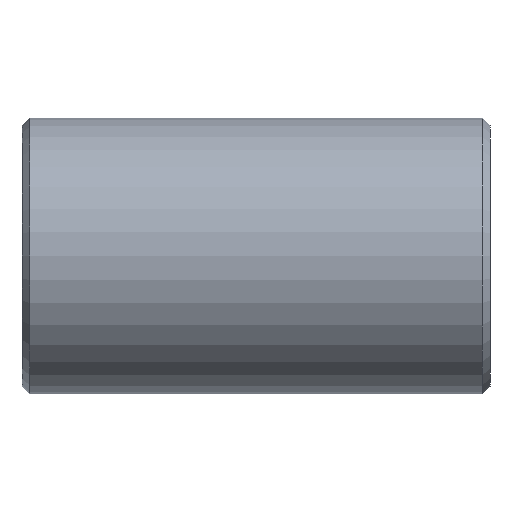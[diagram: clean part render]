
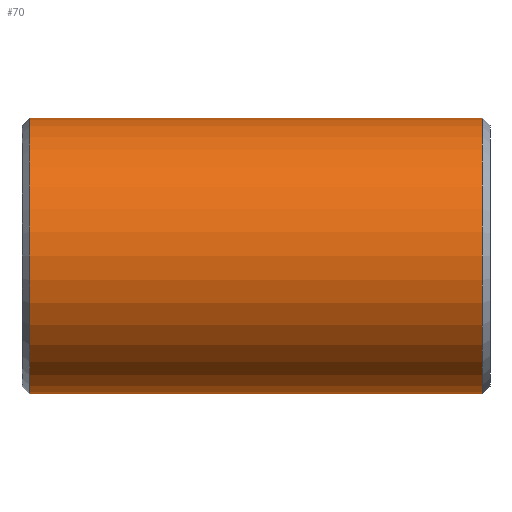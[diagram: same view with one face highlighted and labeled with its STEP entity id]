
A CAD part, front view. The second image highlights one B-rep face of the part: STEP entity #70.
In plain terms, the highlighted cylindrical face has radius 84.138 mm (diameter 168.275 mm), a partial arc.
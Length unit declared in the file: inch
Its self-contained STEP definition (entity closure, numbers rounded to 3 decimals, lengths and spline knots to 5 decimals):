
#2 = ORIENTED_EDGE ( 'NONE', *, *, #791, .T. ) ;
#14 = DIRECTION ( 'NONE',  ( -1., 0., 0. ) ) ;
#16 = VERTEX_POINT ( 'NONE', #646 ) ;
#24 = VECTOR ( 'NONE', #410, 39.37008 ) ;
#44 = VERTEX_POINT ( 'NONE', #389 ) ;
#70 = ADVANCED_FACE ( 'NONE', ( #763 ), #194, .T. ) ;
#75 = EDGE_LOOP ( 'NONE', ( #571, #185, #2, #519 ) ) ;
#116 = AXIS2_PLACEMENT_3D ( 'NONE', #616, #160, #287 ) ;
#131 = CARTESIAN_POINT ( 'NONE',  ( 5.62, 0., 3.3125 ) ) ;
#158 = EDGE_CURVE ( 'NONE', #16, #681, #278, .T. ) ;
#160 = DIRECTION ( 'NONE',  ( 1., 0., 0. ) ) ;
#185 = ORIENTED_EDGE ( 'NONE', *, *, #251, .T. ) ;
#194 = CYLINDRICAL_SURFACE ( 'NONE', #285, 3.3125 ) ;
#224 = CARTESIAN_POINT ( 'NONE',  ( 5.43267, 0., 3.3125 ) ) ;
#229 = CARTESIAN_POINT ( 'NONE',  ( -5.43267, 0., -3.3125 ) ) ;
#239 = DIRECTION ( 'NONE',  ( -1., 0., 0. ) ) ;
#251 = EDGE_CURVE ( 'NONE', #16, #760, #313, .T. ) ;
#278 = LINE ( 'NONE', #794, #24 ) ;
#285 = AXIS2_PLACEMENT_3D ( 'NONE', #703, #355, #480 ) ;
#286 = AXIS2_PLACEMENT_3D ( 'NONE', #548, #14, #433 ) ;
#287 = DIRECTION ( 'NONE',  ( 0., 0., 1. ) ) ;
#313 = CIRCLE ( 'NONE', #286, 3.3125 ) ;
#348 = EDGE_CURVE ( 'NONE', #44, #681, #579, .T. ) ;
#355 = DIRECTION ( 'NONE',  ( -1., 0., 0. ) ) ;
#389 = CARTESIAN_POINT ( 'NONE',  ( -5.43267, 0., 3.3125 ) ) ;
#410 = DIRECTION ( 'NONE',  ( -1., 0., 0. ) ) ;
#433 = DIRECTION ( 'NONE',  ( 0., 0., -1. ) ) ;
#480 = DIRECTION ( 'NONE',  ( 0., 0., 1. ) ) ;
#519 = ORIENTED_EDGE ( 'NONE', *, *, #348, .T. ) ;
#548 = CARTESIAN_POINT ( 'NONE',  ( 5.43267, 0., 0. ) ) ;
#571 = ORIENTED_EDGE ( 'NONE', *, *, #158, .F. ) ;
#579 = CIRCLE ( 'NONE', #116, 3.3125 ) ;
#616 = CARTESIAN_POINT ( 'NONE',  ( -5.43267, 0., 0. ) ) ;
#625 = VECTOR ( 'NONE', #239, 39.37008 ) ;
#646 = CARTESIAN_POINT ( 'NONE',  ( 5.43267, 0., -3.3125 ) ) ;
#674 = LINE ( 'NONE', #131, #625 ) ;
#681 = VERTEX_POINT ( 'NONE', #229 ) ;
#703 = CARTESIAN_POINT ( 'NONE',  ( 5.62, 0., 0. ) ) ;
#760 = VERTEX_POINT ( 'NONE', #224 ) ;
#763 = FACE_OUTER_BOUND ( 'NONE', #75, .T. ) ;
#791 = EDGE_CURVE ( 'NONE', #760, #44, #674, .T. ) ;
#794 = CARTESIAN_POINT ( 'NONE',  ( 5.62, 0., -3.3125 ) ) ;
